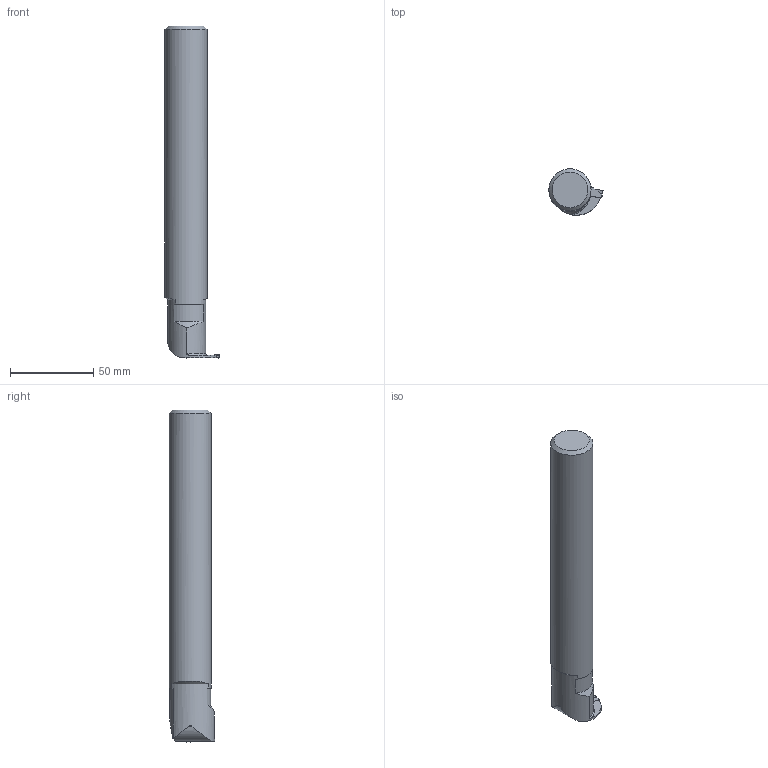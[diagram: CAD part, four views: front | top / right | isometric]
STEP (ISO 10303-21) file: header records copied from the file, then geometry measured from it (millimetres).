
FILE_DESCRIPTION(/* description */ (''),/* implementation_level */ '2;1');
FILE_NAME(/* name */ '1553682812361.stp',/* time_stamp */ '2019-03-27T16:04:03+06:00',/* author */ (''),/* organization */ ('SMS'),/* preprocessor_version */ 'ST-DEVELOPER v15',/* originating_system */ 'SIEMENS PLM Software NX 8.5',/* authorisation */ '');
FILE_SCHEMA (('AUTOMOTIVE_DESIGN { 1 0 10303 214 3 1 1 1 }'));
Length unit declared in the file: millimetre
Products named in the file (4): ASSEMBLY_CONSTRUCTION; 201539460mod000_00; 201703252mod000_00; 201703250mod000_00
Assembly tree (3 placements, depth 2):
  201703250mod000_00
    201703252mod000_00
    201539460mod000_00
    ASSEMBLY_CONSTRUCTION
Bounding box: 32.65 x 27.68 x 200 mm (x, y, z)
Volume: 99216.9 mm3; surface area: 17091.4 mm2
Topology: 2 solids, 2 shells, 67 faces, 191 edges, 133 vertices
Faces by surface type: plane 38, cylinder 15, cone 6, extrusion 6, torus 1, sphere 1
Full cylindrical faces by diameter (mm): 25.4 x1
Entity records: 2573 total; most frequent: CARTESIAN_POINT 708, ORIENTED_EDGE 370, DIRECTION 343, EDGE_CURVE 185, VERTEX_POINT 124, VECTOR 117, AXIS2_PLACEMENT_3D 113, LINE 111
